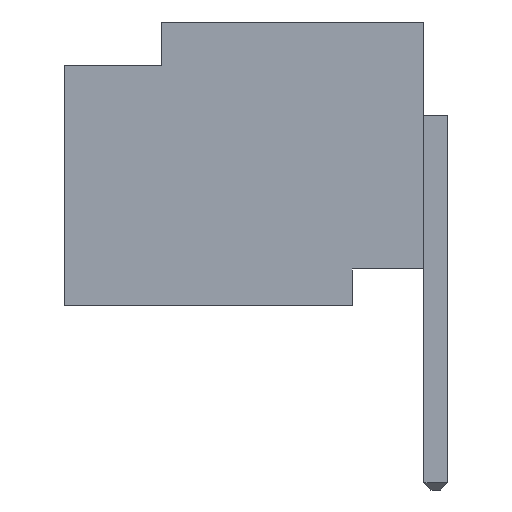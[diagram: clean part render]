
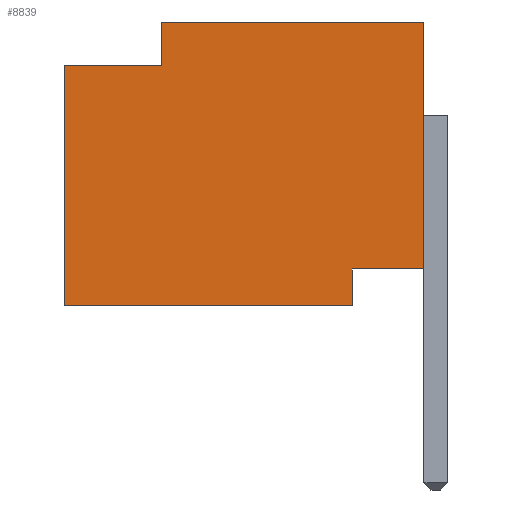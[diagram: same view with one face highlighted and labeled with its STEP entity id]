
A CAD part, left-side view. The second image highlights one B-rep face of the part: STEP entity #8839.
In plain terms, the highlighted planar face has unit normal (-1, 0, 0).
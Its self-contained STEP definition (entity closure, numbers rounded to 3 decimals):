
#566=ORIENTED_EDGE('',*,*,#2288,.T.);
#567=ORIENTED_EDGE('',*,*,#2354,.T.);
#568=ORIENTED_EDGE('',*,*,#2372,.T.);
#569=ORIENTED_EDGE('',*,*,#2373,.F.);
#570=ORIENTED_EDGE('',*,*,#2277,.F.);
#571=ORIENTED_EDGE('',*,*,#2365,.F.);
#572=ORIENTED_EDGE('',*,*,#2374,.F.);
#573=ORIENTED_EDGE('',*,*,#2375,.T.);
#2277=EDGE_CURVE('',#3185,#3186,#3769,.T.);
#2288=EDGE_CURVE('',#3196,#3195,#3780,.T.);
#2354=EDGE_CURVE('',#3195,#3257,#3846,.T.);
#2365=EDGE_CURVE('',#3265,#3185,#3857,.T.);
#2372=EDGE_CURVE('',#3257,#3270,#3864,.T.);
#2373=EDGE_CURVE('',#3186,#3270,#3865,.T.);
#2374=EDGE_CURVE('',#3271,#3265,#3866,.T.);
#2375=EDGE_CURVE('',#3271,#3196,#3867,.T.);
#3185=VERTEX_POINT('',#11155);
#3186=VERTEX_POINT('',#11157);
#3195=VERTEX_POINT('',#11178);
#3196=VERTEX_POINT('',#11180);
#3257=VERTEX_POINT('',#11309);
#3265=VERTEX_POINT('',#11331);
#3270=VERTEX_POINT('',#11346);
#3271=VERTEX_POINT('',#11349);
#3769=LINE('',#11156,#4413);
#3780=LINE('',#11179,#4424);
#3846=LINE('',#11310,#4490);
#3857=LINE('',#11332,#4501);
#3864=LINE('',#11345,#4508);
#3865=LINE('',#11347,#4509);
#3866=LINE('',#11348,#4510);
#3867=LINE('',#11350,#4511);
#4413=VECTOR('',#9722,1000.);
#4424=VECTOR('',#9737,1000.);
#4490=VECTOR('',#9809,1000.);
#4501=VECTOR('',#9826,1000.);
#4508=VECTOR('',#9837,1000.);
#4509=VECTOR('',#9838,1000.);
#4510=VECTOR('',#9839,1000.);
#4511=VECTOR('',#9840,1000.);
#4977=EDGE_LOOP('',(#566,#567,#568,#569,#570,#571,#572,#573));
#5395=FACE_BOUND('',#4977,.T.);
#5804=PLANE('',#9248);
#8839=ADVANCED_FACE('',(#5395),#5804,.T.);
#9248=AXIS2_PLACEMENT_3D('',#11344,#9835,#9836);
#9722=DIRECTION('',(0.,-1.,0.));
#9737=DIRECTION('',(0.,-1.,0.));
#9809=DIRECTION('',(0.,0.,1.));
#9826=DIRECTION('',(0.,0.,1.));
#9835=DIRECTION('',(-1.,0.,0.));
#9836=DIRECTION('',(0.,1.,0.));
#9837=DIRECTION('',(0.,-1.,0.));
#9838=DIRECTION('',(0.,0.,-1.));
#9839=DIRECTION('',(0.,-1.,0.));
#9840=DIRECTION('',(0.,0.,-1.));
#11155=CARTESIAN_POINT('',(-6.498,3.073,3.327));
#11156=CARTESIAN_POINT('',(-6.498,1.27,3.327));
#11157=CARTESIAN_POINT('',(-6.498,0.,3.327));
#11178=CARTESIAN_POINT('',(-6.498,0.838,0.));
#11179=CARTESIAN_POINT('',(-6.498,1.27,0.));
#11180=CARTESIAN_POINT('',(-6.498,4.216,0.));
#11309=CARTESIAN_POINT('',(-6.498,0.838,0.432));
#11310=CARTESIAN_POINT('',(-6.498,0.838,0.));
#11331=CARTESIAN_POINT('',(-6.498,3.073,2.819));
#11332=CARTESIAN_POINT('',(-6.498,3.073,2.819));
#11344=CARTESIAN_POINT('',(-6.498,1.27,3.327));
#11345=CARTESIAN_POINT('',(-6.498,0.838,0.432));
#11346=CARTESIAN_POINT('',(-6.498,0.,0.432));
#11347=CARTESIAN_POINT('',(-6.498,0.,3.327));
#11348=CARTESIAN_POINT('',(-6.498,4.216,2.819));
#11349=CARTESIAN_POINT('',(-6.498,4.216,2.819));
#11350=CARTESIAN_POINT('',(-6.498,4.216,3.327));
